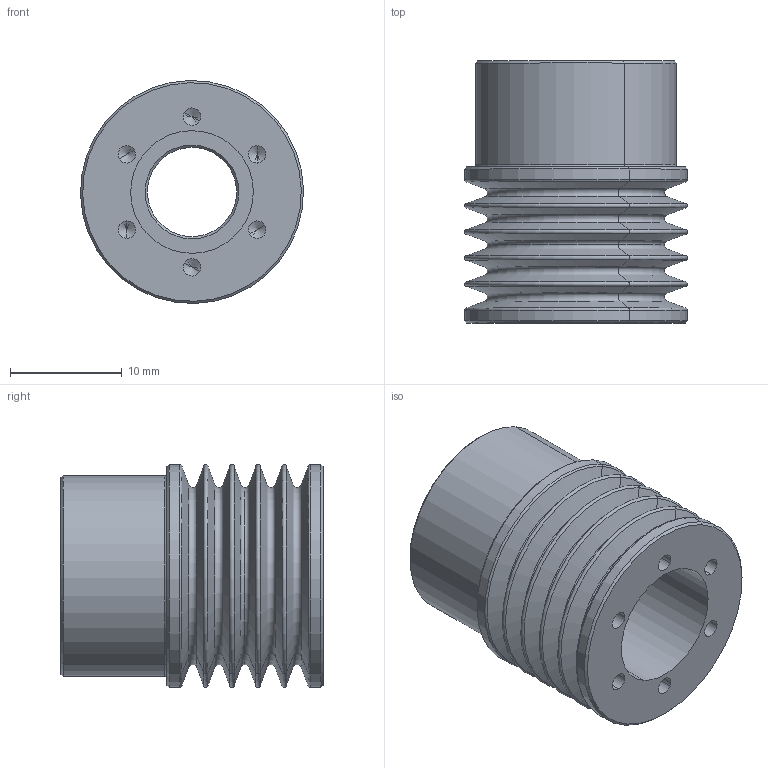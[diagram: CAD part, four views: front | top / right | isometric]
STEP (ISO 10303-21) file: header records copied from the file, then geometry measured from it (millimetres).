
FILE_DESCRIPTION(('CATIA V5 STEP Exchange','CAx-IF Rec.Pracs.--- Model Styling and Organization---1.2---2011-12-15'),'2;1');
FILE_NAME('Poulie_motrice_D20.stp','2022-01-29T08:54:58+00:00',('none'),('none'),'Version 5-6 Release 2012','CATIA V5 STEP AP214','none');
FILE_SCHEMA(('AUTOMOTIVE_DESIGN { 1 0 10303 214 1 1 1 1 }'));
Length unit declared in the file: millimetre
Products named in the file (1): Poulie_motrice_D20
Bounding box: 19.99 x 23.5 x 19.99 mm (x, y, z)
Volume: 3742.5 mm3; surface area: 3908.1 mm2
Topology: 1 solids, 1 shells, 98 faces, 208 edges, 108 vertices
Faces by surface type: cone 44, torus 28, cylinder 22, plane 4
Entity records: 2211 total; most frequent: ORIENTED_EDGE 392, CARTESIAN_POINT 361, DIRECTION 308, EDGE_CURVE 196, AXIS2_PLACEMENT_3D 187, CIRCLE 130, EDGE_LOOP 108, VERTEX_POINT 108
